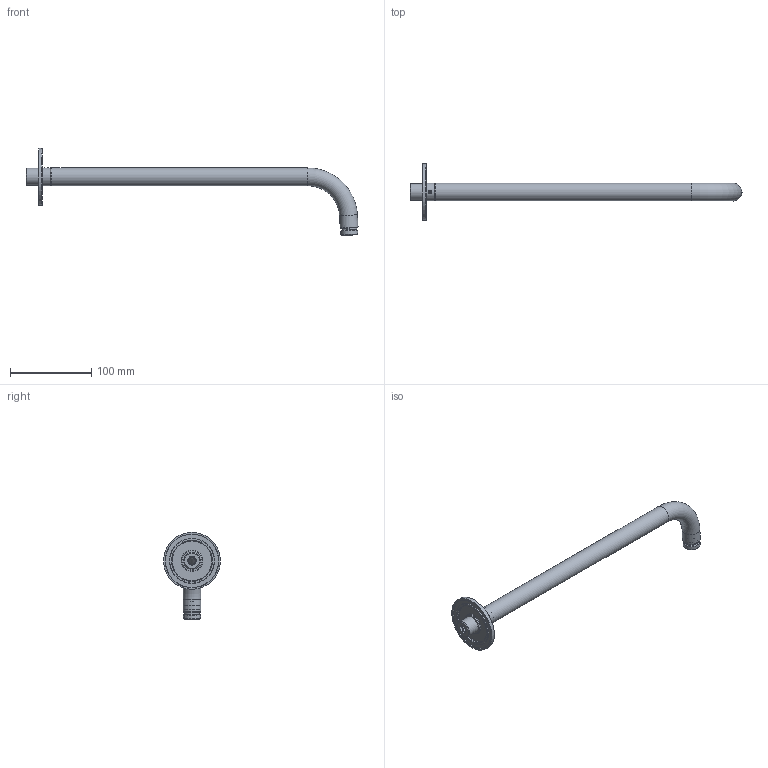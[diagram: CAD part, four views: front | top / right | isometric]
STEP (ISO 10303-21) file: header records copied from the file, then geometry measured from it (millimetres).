
FILE_DESCRIPTION(/* description */ ('Unknown'),/* implementation_level */ '2;1');
FILE_NAME(/* name */ 'CB450-00 rel3',/* time_stamp */ '2025-03-04T17:17:57+01:00',/* author */ ('Unknown'),/* organization */ ('Unknown'),/* preprocessor_version */ 'ST-DEVELOPER v19.4',/* originating_system */ 'Solid Edge',/* authorisation */ 'Unknown');
FILE_SCHEMA (('AUTOMOTIVE_DESIGN {1 0 10303 214 3 1 1}'));
Length unit declared in the file: millimetre
Products named in the file (9): CB450-00 rel3; CB450-005; CB450-15; CB450-05; CB450-07; CB450-08; CB450-01; CB450-12; CB450-04
Assembly tree (9 placements, depth 3):
  CB450-00 rel3
    CB450-005
      CB450-15
      CB450-05
      CB450-07
    CB450-08  x2
    CB450-01
    CB450-12
    CB450-04
Bounding box: 409.1 x 70 x 107.35 mm (x, y, z)
Volume: 64327.6 mm3; surface area: 72795.1 mm2
Topology: 8 solids, 8 shells, 185 faces, 421 edges, 270 vertices
Faces by surface type: plane 88, cylinder 46, cone 34, torus 15, bspline 2
Full cylindrical faces by diameter (mm): 3.242 x1, 4 x1, 8.3 x1, 12.3 x3, 12.5 x1, 15.6 x4, 16 x2, 17 x1, 17.5 x1, 18.5 x2, 18.631 x1, 18.917 x4, 19 x1, 20 x2, 20.5 x2, 20.955 x3, 22 x4, 22.1 x1, 25.3 x1, 50 x1, 55.5 x1, 65.5 x1, 70 x1
Entity records: 6213 total; most frequent: CARTESIAN_POINT 1071, DIRECTION 800, ORIENTED_EDGE 598, AXIS2_PLACEMENT_3D 346, FACE_BOUND 308, EDGE_LOOP 306, EDGE_CURVE 299, VERTEX_POINT 241
